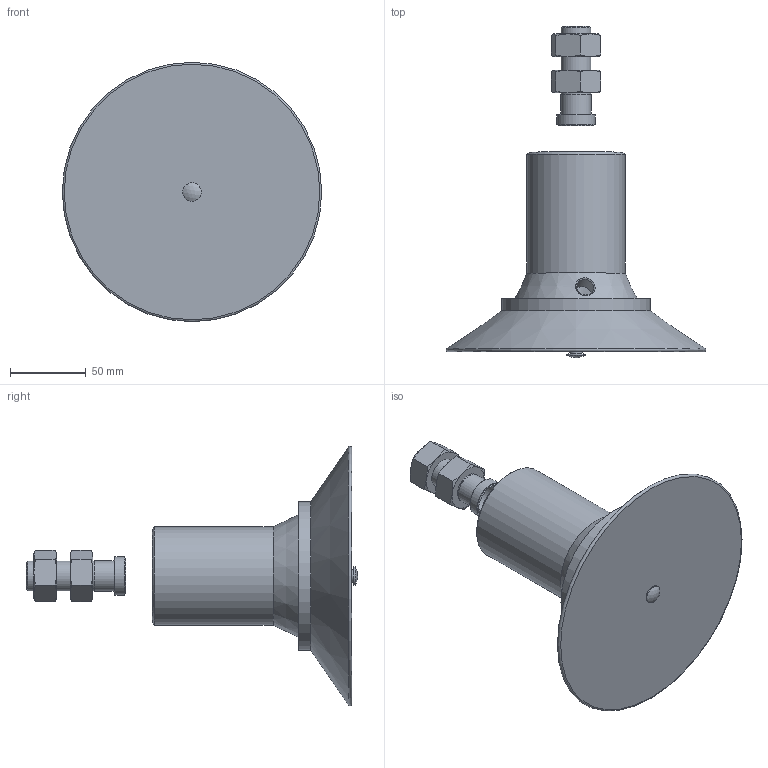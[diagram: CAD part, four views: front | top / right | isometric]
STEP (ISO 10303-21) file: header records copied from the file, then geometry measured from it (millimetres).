
FILE_DESCRIPTION(/* description */ (''),/* implementation_level */ '2;1');
FILE_NAME(/* name */ 'vdlcv170cn.stp',/* time_stamp */ '2020-11-16T08:41:22+01:00',/* author */ ('enginyeria'),/* organization */ (''),/* preprocessor_version */ 'ST-DEVELOPER v17.2',/* originating_system */ 'Autodesk Inventor 2019',/* authorisation */ '');
FILE_SCHEMA (('CONFIG_CONTROL_DESIGN'));
Length unit declared in the file: millimetre
Products named in the file (1): vdlcv170cn
Bounding box: 171.5 x 219.03 x 171.5 mm (x, y, z)
Volume: 855136.7 mm3; surface area: 81219.3 mm2
Topology: 1 solids, 1 shells, 73 faces, 167 edges, 108 vertices
Faces by surface type: cone 32, plane 25, cylinder 11, torus 3, bspline 1, sphere 1
Full cylindrical faces by diameter (mm): 8.1 x1, 11.445 x1, 12.2 x1, 19.8 x3, 20 x1, 25.5 x1, 50.2 x1, 65 x1, 98.5 x1
Entity records: 2782 total; most frequent: CARTESIAN_POINT 1066, DIRECTION 343, ORIENTED_EDGE 332, EDGE_CURVE 166, AXIS2_PLACEMENT_3D 156, VERTEX_POINT 108, EDGE_LOOP 86, CIRCLE 83
